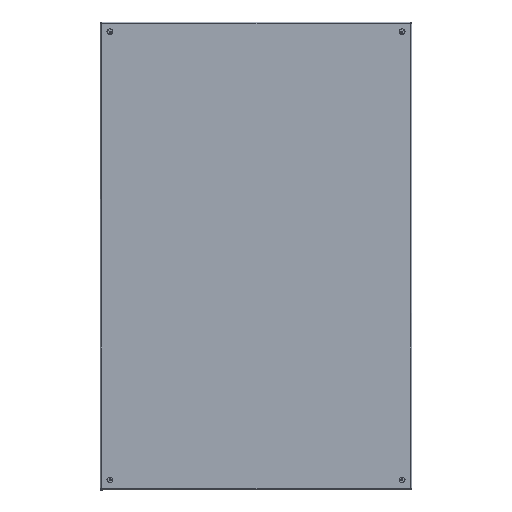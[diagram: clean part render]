
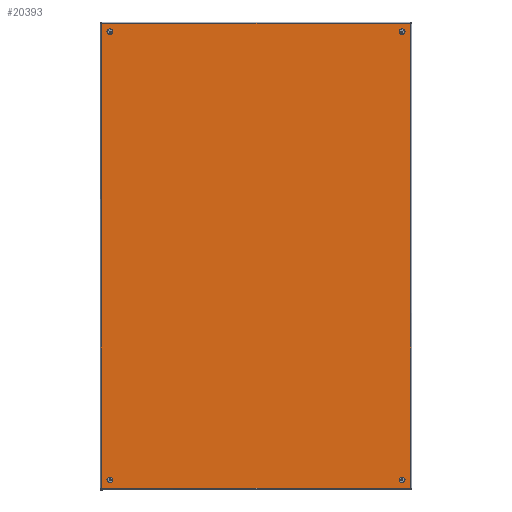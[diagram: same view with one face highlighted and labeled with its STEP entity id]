
A CAD part, top view. The second image highlights one B-rep face of the part: STEP entity #20393.
In plain terms, the highlighted face is planar.
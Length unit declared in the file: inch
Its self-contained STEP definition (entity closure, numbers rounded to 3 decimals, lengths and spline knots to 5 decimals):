
#15490=CARTESIAN_POINT('',(0.53125,0.75,0.0));
#15491=VERTEX_POINT('',#15490);
#15492=CARTESIAN_POINT('',(0.75,0.75,0.0));
#15493=DIRECTION('',(0.0,0.0,1.0));
#15494=DIRECTION('',(1.0,0.0,0.0));
#15495=AXIS2_PLACEMENT_3D('',#15492,#15493,#15494);
#15496=CIRCLE('',#15495,0.21875);
#15497=EDGE_CURVE('',#15491,#15491,#15496,.T.);
#15518=CARTESIAN_POINT('',(23.03125,0.75,0.0));
#15519=VERTEX_POINT('',#15518);
#15520=CARTESIAN_POINT('',(23.25,0.75,0.0));
#15521=DIRECTION('',(0.0,0.0,1.0));
#15522=DIRECTION('',(1.0,0.0,0.0));
#15523=AXIS2_PLACEMENT_3D('',#15520,#15521,#15522);
#15524=CIRCLE('',#15523,0.21875);
#15525=EDGE_CURVE('',#15519,#15519,#15524,.T.);
#15546=CARTESIAN_POINT('',(0.53125,35.25,0.0));
#15547=VERTEX_POINT('',#15546);
#15548=CARTESIAN_POINT('',(0.75,35.25,0.0));
#15549=DIRECTION('',(0.0,0.0,1.0));
#15550=DIRECTION('',(1.0,0.0,0.0));
#15551=AXIS2_PLACEMENT_3D('',#15548,#15549,#15550);
#15552=CIRCLE('',#15551,0.21875);
#15553=EDGE_CURVE('',#15547,#15547,#15552,.T.);
#15574=CARTESIAN_POINT('',(23.03125,35.25,0.0));
#15575=VERTEX_POINT('',#15574);
#15576=CARTESIAN_POINT('',(23.25,35.25,0.0));
#15577=DIRECTION('',(0.0,0.0,1.0));
#15578=DIRECTION('',(1.0,0.0,0.0));
#15579=AXIS2_PLACEMENT_3D('',#15576,#15577,#15578);
#15580=CIRCLE('',#15579,0.21875);
#15581=EDGE_CURVE('',#15575,#15575,#15580,.T.);
#19171=CARTESIAN_POINT('',(23.89475,35.88277,0.0));
#19172=VERTEX_POINT('',#19171);
#19269=CARTESIAN_POINT('',(23.89475,0.11723,0.0));
#19270=VERTEX_POINT('',#19269);
#19313=CARTESIAN_POINT('',(23.89475,35.88277,0.0));
#19314=DIRECTION('',(0.0,-1.0,0.0));
#19315=VECTOR('',#19314,35.76553);
#19316=LINE('',#19313,#19315);
#19317=EDGE_CURVE('',#19172,#19270,#19316,.T.);
#19488=CARTESIAN_POINT('',(0.11723,35.89475,0.));
#19489=VERTEX_POINT('',#19488);
#19586=CARTESIAN_POINT('',(23.88277,35.89475,0.0));
#19587=VERTEX_POINT('',#19586);
#19630=CARTESIAN_POINT('',(0.11723,35.89475,0.0));
#19631=DIRECTION('',(1.0,0.0,0.0));
#19632=VECTOR('',#19631,23.76553);
#19633=LINE('',#19630,#19632);
#19634=EDGE_CURVE('',#19489,#19587,#19633,.T.);
#19801=CARTESIAN_POINT('',(0.10525,0.11723,0.0));
#19802=VERTEX_POINT('',#19801);
#19899=CARTESIAN_POINT('',(0.10525,35.88277,0.0));
#19900=VERTEX_POINT('',#19899);
#19943=CARTESIAN_POINT('',(0.10525,0.11723,0.0));
#19944=DIRECTION('',(0.0,1.0,0.0));
#19945=VECTOR('',#19944,35.76553);
#19946=LINE('',#19943,#19945);
#19947=EDGE_CURVE('',#19802,#19900,#19946,.T.);
#20114=CARTESIAN_POINT('',(23.88277,0.10525,0.0));
#20115=VERTEX_POINT('',#20114);
#20170=CARTESIAN_POINT('',(0.11723,0.10525,0.0));
#20171=VERTEX_POINT('',#20170);
#20185=CARTESIAN_POINT('',(23.88277,0.10525,0.0));
#20186=DIRECTION('',(-1.0,0.0,0.0));
#20187=VECTOR('',#20186,23.76553);
#20188=LINE('',#20185,#20187);
#20189=EDGE_CURVE('',#20115,#20171,#20188,.T.);
#20280=CARTESIAN_POINT('',(0.06211,0.06211,0.0));
#20281=DIRECTION('',(0.0,0.0,1.0));
#20282=DIRECTION('',(1.0,0.0,0.0));
#20283=AXIS2_PLACEMENT_3D('',#20280,#20281,#20282);
#20284=CIRCLE('',#20283,0.07);
#20285=EDGE_CURVE('',#20171,#19802,#20284,.T.);
#20342=CARTESIAN_POINT('',(23.93789,0.06211,0.0));
#20343=DIRECTION('',(0.0,0.0,1.0));
#20344=DIRECTION('',(1.0,0.0,0.0));
#20345=AXIS2_PLACEMENT_3D('',#20342,#20343,#20344);
#20346=CIRCLE('',#20345,0.07);
#20347=EDGE_CURVE('',#19270,#20115,#20346,.T.);
#20354=CARTESIAN_POINT('',(12.,18.,0.0));
#20355=DIRECTION('',(0.0,0.0,1.0));
#20356=DIRECTION('',(1.0,0.0,0.0));
#20357=AXIS2_PLACEMENT_3D('',#20354,#20355,#20356);
#20358=PLANE('',#20357);
#20359=ORIENTED_EDGE('',*,*,#20189,.T.);
#20360=ORIENTED_EDGE('',*,*,#20285,.T.);
#20361=ORIENTED_EDGE('',*,*,#19947,.T.);
#20362=CARTESIAN_POINT('',(0.06211,35.93789,0.0));
#20363=DIRECTION('',(0.0,0.0,1.0));
#20364=DIRECTION('',(1.0,0.0,0.0));
#20365=AXIS2_PLACEMENT_3D('',#20362,#20363,#20364);
#20366=CIRCLE('',#20365,0.07);
#20367=EDGE_CURVE('',#19900,#19489,#20366,.T.);
#20368=ORIENTED_EDGE('',*,*,#20367,.T.);
#20369=ORIENTED_EDGE('',*,*,#19634,.T.);
#20370=CARTESIAN_POINT('',(23.93789,35.93789,0.0));
#20371=DIRECTION('',(0.0,0.0,1.0));
#20372=DIRECTION('',(1.0,0.0,0.0));
#20373=AXIS2_PLACEMENT_3D('',#20370,#20371,#20372);
#20374=CIRCLE('',#20373,0.07);
#20375=EDGE_CURVE('',#19587,#19172,#20374,.T.);
#20376=ORIENTED_EDGE('',*,*,#20375,.T.);
#20377=ORIENTED_EDGE('',*,*,#19317,.T.);
#20378=ORIENTED_EDGE('',*,*,#20347,.T.);
#20379=EDGE_LOOP('',(#20359,#20360,#20361,#20368,#20369,#20376,#20377,#20378));
#20380=FACE_OUTER_BOUND('',#20379,.T.);
#20381=ORIENTED_EDGE('',*,*,#15497,.T.);
#20382=EDGE_LOOP('',(#20381));
#20383=FACE_BOUND('',#20382,.T.);
#20384=ORIENTED_EDGE('',*,*,#15525,.T.);
#20385=EDGE_LOOP('',(#20384));
#20386=FACE_BOUND('',#20385,.T.);
#20387=ORIENTED_EDGE('',*,*,#15553,.T.);
#20388=EDGE_LOOP('',(#20387));
#20389=FACE_BOUND('',#20388,.T.);
#20390=ORIENTED_EDGE('',*,*,#15581,.T.);
#20391=EDGE_LOOP('',(#20390));
#20392=FACE_BOUND('',#20391,.T.);
#20393=ADVANCED_FACE('',(#20380,#20383,#20386,#20389,#20392),#20358,.F.);
